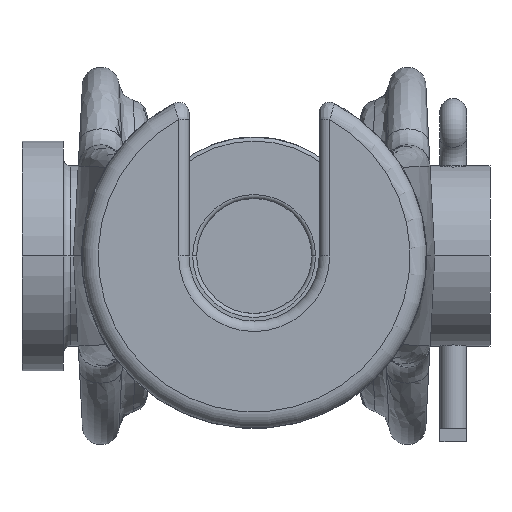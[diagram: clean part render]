
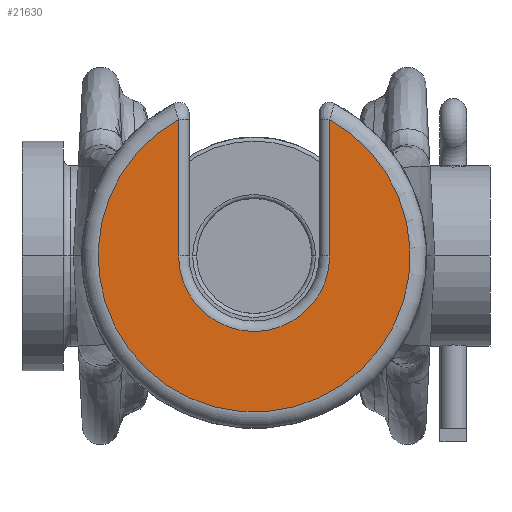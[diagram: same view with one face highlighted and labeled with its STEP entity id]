
A CAD part, front view. The second image highlights one B-rep face of the part: STEP entity #21630.
In plain terms, the highlighted planar face has unit normal (0, -1, 0).
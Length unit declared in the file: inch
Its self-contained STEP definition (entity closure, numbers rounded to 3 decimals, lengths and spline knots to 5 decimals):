
#6320=CARTESIAN_POINT('',(-1.15,-15.31,2.07801));
#6333=CARTESIAN_POINT('',(0.,-15.31,0.));
#6334=DIRECTION('',(0.,-1.,0.));
#6335=DIRECTION('',(-0.484,0.,0.875));
#6336=AXIS2_PLACEMENT_3D('',#6333,#6334,#6335);
#6378=DIRECTION('',(0.,0.,1.));
#6379=VECTOR('',#6378,2.07801);
#6380=CARTESIAN_POINT('',(-1.15,-15.31,0.));
#6381=LINE('',#6380,#6379);
#6385=CARTESIAN_POINT('',(0.,-15.31,0.));
#6386=DIRECTION('',(0.,1.,0.));
#6387=DIRECTION('',(1.,0.,0.));
#6388=AXIS2_PLACEMENT_3D('',#6385,#6386,#6387);
#6393=DIRECTION('',(0.,0.,-1.));
#6394=VECTOR('',#6393,2.07801);
#6395=CARTESIAN_POINT('',(1.15,-15.31,2.07801));
#6396=LINE('',#6395,#6394);
#15337=VERTEX_POINT('',#6320);
#15339=CARTESIAN_POINT('',(-1.15,-15.31,0.));
#15340=VERTEX_POINT('',#15339);
#15343=CARTESIAN_POINT('',(1.15,-15.31,0.));
#15344=VERTEX_POINT('',#15343);
#15347=CARTESIAN_POINT('',(1.15,-15.31,2.07801));
#15348=VERTEX_POINT('',#15347);
#21617=CARTESIAN_POINT('',(0.,-15.31,0.));
#21618=DIRECTION('',(0.,1.,0.));
#21619=DIRECTION('',(-1.,0.,0.));
#21620=AXIS2_PLACEMENT_3D('',#21617,#21618,#21619);
#21621=PLANE('',#21620);
#21622=ORIENTED_EDGE('',*,*,#21608,.F.);
#21624=ORIENTED_EDGE('',*,*,#21623,.F.);
#21626=ORIENTED_EDGE('',*,*,#21625,.F.);
#21627=ORIENTED_EDGE('',*,*,#21543,.F.);
#21628=EDGE_LOOP('',(#21622,#21624,#21626,#21627));
#21629=FACE_OUTER_BOUND('',#21628,.F.);
#6337=CIRCLE('',#6336,2.375);
#6389=CIRCLE('',#6388,1.15);
#21543=EDGE_CURVE('',#15337,#15348,#6337,.T.);
#21608=EDGE_CURVE('',#15340,#15337,#6381,.T.);
#21623=EDGE_CURVE('',#15344,#15340,#6389,.T.);
#21625=EDGE_CURVE('',#15348,#15344,#6396,.T.);
#21630=ADVANCED_FACE('',(#21629),#21621,.F.);
